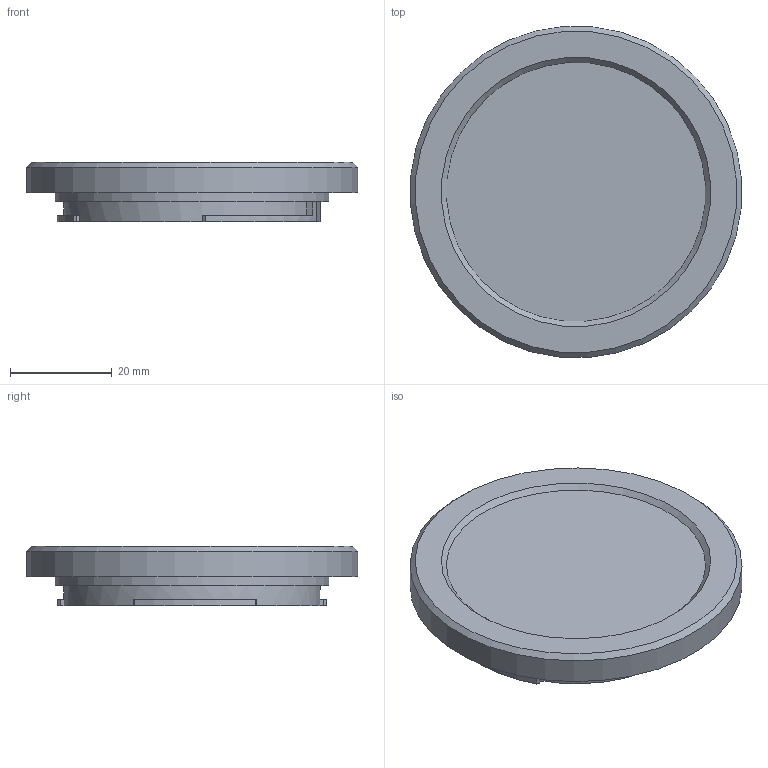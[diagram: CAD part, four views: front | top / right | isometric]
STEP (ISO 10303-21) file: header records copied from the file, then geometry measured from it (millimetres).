
FILE_DESCRIPTION(/* description */ (''),/* implementation_level */ '2;1');
FILE_NAME(/* name */ 'baseBodyCap_CEF',/* time_stamp */ '2023-09-29T16:38:07-04:00',/* author */ ('George'),/* organization */ ('Archive 663'),/* preprocessor_version */ 'ST-DEVELOPER v16.7',/* originating_system */ 'Solid Edge',/* authorisation */ 'Unknown');
FILE_SCHEMA (('AUTOMOTIVE_DESIGN {1 0 10303 214 3 1 1}'));
Length unit declared in the file: millimetre
Products named in the file (2): mountLensBase_PENF; baseBodyCap_CEF
Assembly tree (1 placements, depth 2):
  mountLensBase_PENF
    baseBodyCap_CEF
Bounding box: 65.12 x 65.12 x 11.75 mm (x, y, z)
Volume: 10324.8 mm3; surface area: 11972.6 mm2
Topology: 1 solids, 1 shells, 34 faces, 82 edges, 56 vertices
Faces by surface type: plane 23, cylinder 9, cone 2
Full cylindrical faces by diameter (mm): 48 x1, 54 x1, 56.5 x1, 62 x1, 65.3 x1
Entity records: 974 total; most frequent: DIRECTION 169, CARTESIAN_POINT 157, ORIENTED_EDGE 140, EDGE_CURVE 70, AXIS2_PLACEMENT_3D 63, VERTEX_POINT 51, EDGE_LOOP 47, FACE_BOUND 47
